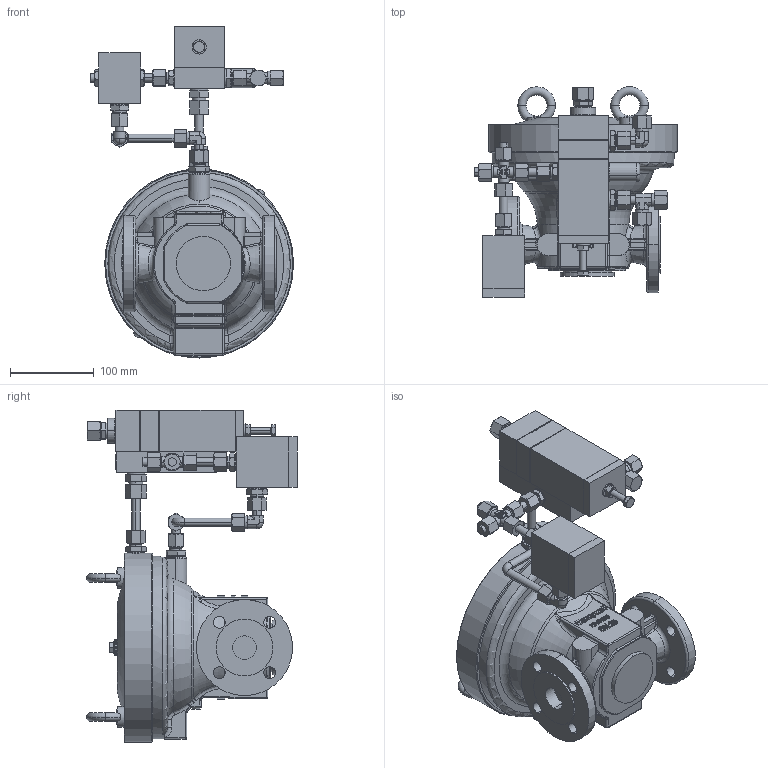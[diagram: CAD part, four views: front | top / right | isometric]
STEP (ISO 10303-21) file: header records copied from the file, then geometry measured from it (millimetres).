
FILE_DESCRIPTION (( 'STEP AP214' ), '1' );
FILE_NAME ('HON402_DN25_630-1_LR.STEP', '2020-04-02T08:54:12', ( '' ), ( '' ), 'SwSTEP 2.0', 'SolidWorks 2017', '' );
FILE_SCHEMA (( 'AUTOMOTIVE_DESIGN' ));
Length unit declared in the file: millimetre
Products named in the file (1): HON402_DN25_630-1_LR
Bounding box: 243 x 252.4 x 397.21 mm (x, y, z)
Volume: 5283848.5 mm3; surface area: 367944.7 mm2
Topology: 1 solids, 1 shells, 1750 faces, 4273 edges, 2627 vertices
Faces by surface type: plane 679, cone 406, bspline 310, cylinder 295, torus 48, sphere 12
Entity records: 84525 total; most frequent: CARTESIAN_POINT 27429, ORIENTED_EDGE 8500, DIRECTION 6778, EDGE_CURVE 4250, VERTEX_POINT 2627, AXIS2_PLACEMENT_3D 2516, EDGE_LOOP 1899, UNCERTAINTY_MEASURE_WITH_UNIT 1753
